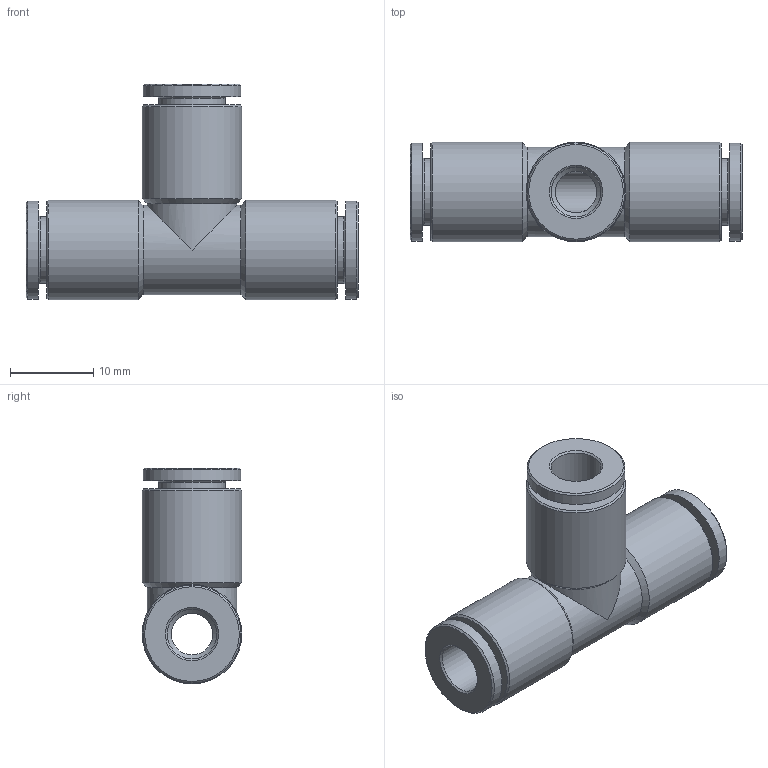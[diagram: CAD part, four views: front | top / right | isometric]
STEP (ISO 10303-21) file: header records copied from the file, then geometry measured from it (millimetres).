
FILE_DESCRIPTION(/* description */ ('STEP AP214'),/* implementation_level */ '2;1');
FILE_NAME(/* name */ '578381_NPQH-T-Q6-E-P10',/* time_stamp */ '2024-09-12T10:03:49+02:00',/* author */ ('License CC BY-ND 4.0'),/* organization */ ('CADENAS'),/* preprocessor_version */ 'ST-DEVELOPER v19.3',/* originating_system */ 'PARTsolutions',/* authorisation */ ' ');
FILE_SCHEMA (('AUTOMOTIVE_DESIGN {1 0 10303 214 3 1 1}'));
Length unit declared in the file: millimetre
Products named in the file (1): 578381 NPQH-T-Q6-E-P10
Bounding box: 40 x 12 x 26 mm (x, y, z)
Volume: 4210.6 mm3; surface area: 3567.2 mm2
Topology: 1 solids, 1 shells, 43 faces, 83 edges, 49 vertices
Faces by surface type: cone 18, cylinder 16, plane 9
Full cylindrical faces by diameter (mm): 5 x2, 6 x3, 8 x3, 10.8 x2, 11.8 x3, 12 x3
Entity records: 932 total; most frequent: DIRECTION 180, CARTESIAN_POINT 136, ORIENTED_EDGE 92, AXIS2_PLACEMENT_3D 90, EDGE_LOOP 88, FACE_BOUND 88, EDGE_CURVE 46, VERTEX_POINT 46
